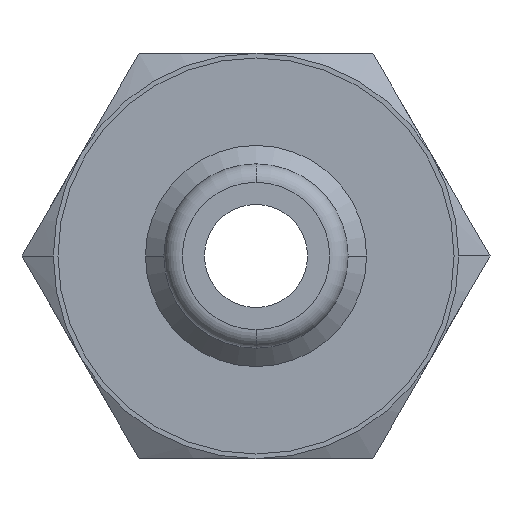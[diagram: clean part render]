
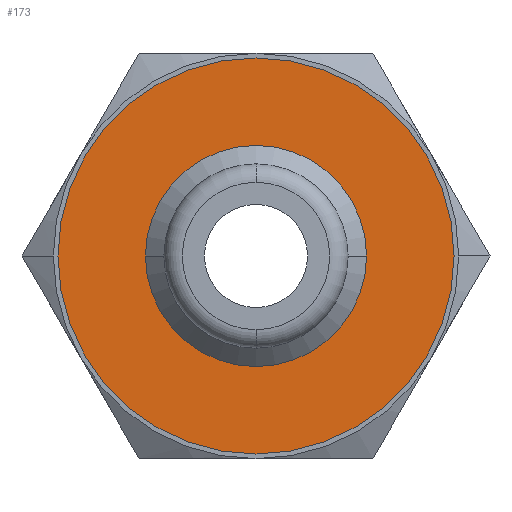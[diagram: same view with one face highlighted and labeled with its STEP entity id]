
A CAD part, front view. The second image highlights one B-rep face of the part: STEP entity #173.
In plain terms, the highlighted planar face has unit normal (0, -1, 0).
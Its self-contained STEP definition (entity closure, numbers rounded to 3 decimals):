
#173=ADVANCED_FACE('',(#345,#346),#347,.T.);
#345=FACE_OUTER_BOUND('',#510,.T.);
#346=FACE_BOUND('',#511,.T.);
#347=PLANE('',#512);
#510=EDGE_LOOP('',(#925,#926));
#511=EDGE_LOOP('',(#927,#928));
#512=AXIS2_PLACEMENT_3D('',#929,#930,#931);
#925=ORIENTED_EDGE('',*,*,#1014,.T.);
#926=ORIENTED_EDGE('',*,*,#1030,.T.);
#927=ORIENTED_EDGE('',*,*,#1086,.F.);
#928=ORIENTED_EDGE('',*,*,#1077,.F.);
#929=CARTESIAN_POINT('',(0.0,20.0,0.0));
#930=DIRECTION('',(0.0,-1.0,0.0));
#931=DIRECTION('',(-1.0,0.0,0.0));
#1014=EDGE_CURVE('',#1214,#1219,#1221,.T.);
#1030=EDGE_CURVE('',#1219,#1214,#1241,.T.);
#1077=EDGE_CURVE('',#1297,#1299,#1300,.T.);
#1086=EDGE_CURVE('',#1299,#1297,#1309,.T.);
#1214=VERTEX_POINT('',#1582);
#1219=VERTEX_POINT('',#1588);
#1221=CIRCLE('',#1591,10.75);
#1241=CIRCLE('',#1627,10.75);
#1297=VERTEX_POINT('',#1812);
#1299=VERTEX_POINT('',#1815);
#1300=CIRCLE('',#1816,6.0);
#1309=CIRCLE('',#1826,6.0);
#1582=CARTESIAN_POINT('',(10.75,20.0,0.0));
#1588=CARTESIAN_POINT('',(-10.75,20.0,0.));
#1591=AXIS2_PLACEMENT_3D('',#1949,#1950,#1951);
#1627=AXIS2_PLACEMENT_3D('',#1969,#1970,#1971);
#1812=CARTESIAN_POINT('',(6.0,20.0,0.));
#1815=CARTESIAN_POINT('',(-6.0,20.0,0.));
#1816=AXIS2_PLACEMENT_3D('',#2014,#2015,#2016);
#1826=AXIS2_PLACEMENT_3D('',#2027,#2028,#2029);
#1949=CARTESIAN_POINT('',(0.0,20.0,0.0));
#1950=DIRECTION('',(0.0,-1.0,0.0));
#1951=DIRECTION('',(1.0,0.0,0.0));
#1969=CARTESIAN_POINT('',(0.0,20.0,0.0));
#1970=DIRECTION('',(0.0,-1.0,0.0));
#1971=DIRECTION('',(1.0,0.0,0.0));
#2014=CARTESIAN_POINT('',(0.0,20.0,0.0));
#2015=DIRECTION('',(0.0,-1.0,0.0));
#2016=DIRECTION('',(1.0,0.0,0.0));
#2027=CARTESIAN_POINT('',(0.0,20.0,0.0));
#2028=DIRECTION('',(0.0,-1.0,0.0));
#2029=DIRECTION('',(1.0,0.0,0.0));
